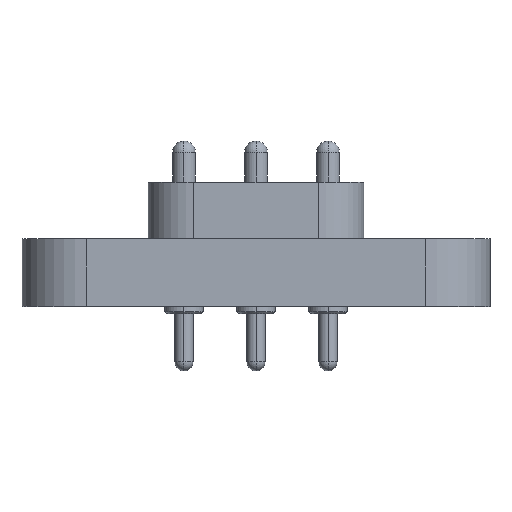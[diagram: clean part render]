
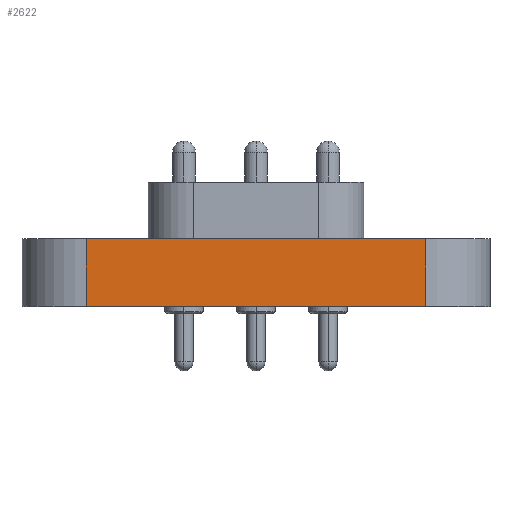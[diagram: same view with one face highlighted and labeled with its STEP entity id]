
A CAD part, top view. The second image highlights one B-rep face of the part: STEP entity #2622.
In plain terms, the highlighted planar face has unit normal (0, 0, 1).
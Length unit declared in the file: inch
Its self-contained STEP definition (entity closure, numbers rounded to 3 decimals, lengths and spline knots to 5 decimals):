
#290 = CARTESIAN_POINT ( 'NONE',  ( 0., 0.97897, 0.1575 ) ) ;
#471 = LINE ( 'NONE', #8266, #8431 ) ;
#539 = FACE_OUTER_BOUND ( 'NONE', #7925, .T. ) ;
#686 = DIRECTION ( 'NONE',  ( 0., -1., 0. ) ) ;
#1833 = CARTESIAN_POINT ( 'NONE',  ( 0.3718, 0.016, 0.1575 ) ) ;
#2047 = VECTOR ( 'NONE', #8906, 39.37008 ) ;
#2453 = AXIS2_PLACEMENT_3D ( 'NONE', #290, #3113, #5208 ) ;
#2506 = CARTESIAN_POINT ( 'NONE',  ( 0.3718, 0.164, 0.1575 ) ) ;
#2622 = ADVANCED_FACE ( 'NONE', ( #539 ), #8119, .F. ) ;
#2724 = VECTOR ( 'NONE', #686, 39.37008 ) ;
#2726 = ORIENTED_EDGE ( 'NONE', *, *, #6517, .F. ) ;
#2805 = VERTEX_POINT ( 'NONE', #2506 ) ;
#3113 = DIRECTION ( 'NONE',  ( 0., 0., -1. ) ) ;
#3499 = ORIENTED_EDGE ( 'NONE', *, *, #9098, .T. ) ;
#4500 = ORIENTED_EDGE ( 'NONE', *, *, #6221, .F. ) ;
#4684 = VERTEX_POINT ( 'NONE', #1833 ) ;
#4751 = LINE ( 'NONE', #9281, #8786 ) ;
#5208 = DIRECTION ( 'NONE',  ( -1., 0., 0. ) ) ;
#5364 = CARTESIAN_POINT ( 'NONE',  ( -0.3718, 0.016, 0.1575 ) ) ;
#5708 = VERTEX_POINT ( 'NONE', #8254 ) ;
#6221 = EDGE_CURVE ( 'NONE', #5708, #2805, #4751, .T. ) ;
#6493 = DIRECTION ( 'NONE',  ( 1., 0., 0. ) ) ;
#6517 = EDGE_CURVE ( 'NONE', #2805, #4684, #8552, .T. ) ;
#6839 = DIRECTION ( 'NONE',  ( 1., 0., 0. ) ) ;
#7653 = LINE ( 'NONE', #8643, #2724 ) ;
#7925 = EDGE_LOOP ( 'NONE', ( #4500, #8386, #3499, #2726 ) ) ;
#8051 = EDGE_CURVE ( 'NONE', #5708, #9205, #7653, .T. ) ;
#8119 = PLANE ( 'NONE',  #2453 ) ;
#8236 = CARTESIAN_POINT ( 'NONE',  ( 0.3718, 0.97897, 0.1575 ) ) ;
#8254 = CARTESIAN_POINT ( 'NONE',  ( -0.3718, 0.164, 0.1575 ) ) ;
#8266 = CARTESIAN_POINT ( 'NONE',  ( 0., 0.016, 0.1575 ) ) ;
#8386 = ORIENTED_EDGE ( 'NONE', *, *, #8051, .T. ) ;
#8431 = VECTOR ( 'NONE', #6839, 39.37008 ) ;
#8552 = LINE ( 'NONE', #8236, #2047 ) ;
#8643 = CARTESIAN_POINT ( 'NONE',  ( -0.3718, 0.97897, 0.1575 ) ) ;
#8786 = VECTOR ( 'NONE', #6493, 39.37008 ) ;
#8906 = DIRECTION ( 'NONE',  ( 0., -1., 0. ) ) ;
#9098 = EDGE_CURVE ( 'NONE', #9205, #4684, #471, .T. ) ;
#9205 = VERTEX_POINT ( 'NONE', #5364 ) ;
#9281 = CARTESIAN_POINT ( 'NONE',  ( 0., 0.164, 0.1575 ) ) ;
